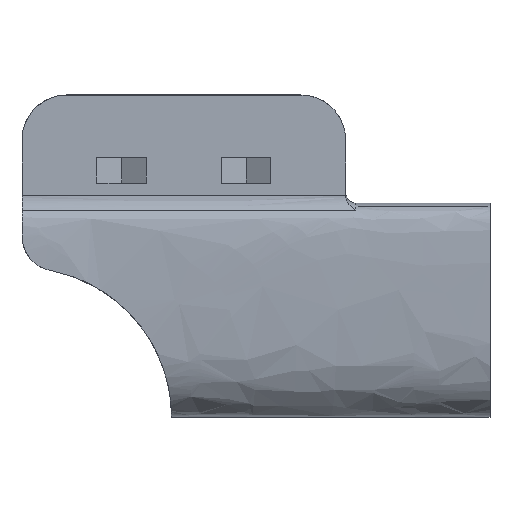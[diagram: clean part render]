
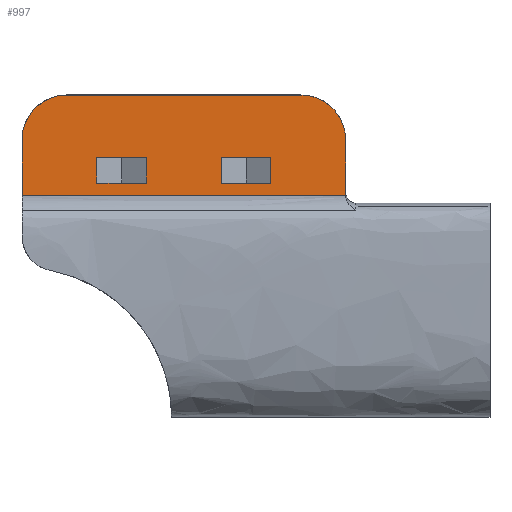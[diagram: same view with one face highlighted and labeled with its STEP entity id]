
A CAD part, front view. The second image highlights one B-rep face of the part: STEP entity #997.
In plain terms, the highlighted planar face has unit normal (0, -1, 0.001).
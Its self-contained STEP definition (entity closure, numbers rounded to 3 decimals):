
#24=FACE_BOUND('',#359,.T.);
#25=FACE_BOUND('',#360,.T.);
#79=CIRCLE('',#1067,9.);
#80=CIRCLE('',#1069,9.);
#98=LINE('',#2028,#174);
#112=LINE('',#2466,#188);
#116=LINE('',#2474,#192);
#124=LINE('',#2492,#200);
#126=LINE('',#2495,#202);
#127=LINE('',#2501,#203);
#131=LINE('',#2509,#207);
#139=LINE('',#2527,#215);
#141=LINE('',#2530,#217);
#146=LINE('',#2552,#222);
#155=LINE('',#2643,#231);
#174=VECTOR('',#1116,10.);
#188=VECTOR('',#1140,10.);
#192=VECTOR('',#1146,10.);
#200=VECTOR('',#1162,10.);
#202=VECTOR('',#1166,10.);
#203=VECTOR('',#1171,10.);
#207=VECTOR('',#1177,10.);
#215=VECTOR('',#1193,10.);
#217=VECTOR('',#1197,10.);
#222=VECTOR('',#1218,10.);
#231=VECTOR('',#1251,10.);
#253=PLANE('',#1068);
#301=FACE_OUTER_BOUND('',#358,.T.);
#358=EDGE_LOOP('',(#884,#885,#886,#887,#888,#889));
#359=EDGE_LOOP('',(#890,#891,#892,#893));
#360=EDGE_LOOP('',(#894,#895,#896,#897));
#375=B_SPLINE_CURVE_WITH_KNOTS('',3,(#1346,#1347,#1348,#1349),
 .UNSPECIFIED.,.F.,.F.,(4,4),(-6.5,0.),.UNSPECIFIED.);
#417=VERTEX_POINT('',#1340);
#418=VERTEX_POINT('',#1345);
#448=VERTEX_POINT('',#2027);
#467=VERTEX_POINT('',#2464);
#468=VERTEX_POINT('',#2465);
#471=VERTEX_POINT('',#2473);
#477=VERTEX_POINT('',#2491);
#479=VERTEX_POINT('',#2499);
#480=VERTEX_POINT('',#2500);
#483=VERTEX_POINT('',#2508);
#489=VERTEX_POINT('',#2526);
#497=VERTEX_POINT('',#2549);
#498=VERTEX_POINT('',#2551);
#504=VERTEX_POINT('',#2639);
#516=EDGE_CURVE('',#417,#418,#375,.T.);
#560=EDGE_CURVE('',#448,#418,#98,.T.);
#590=EDGE_CURVE('',#467,#468,#112,.T.);
#594=EDGE_CURVE('',#468,#471,#116,.T.);
#603=EDGE_CURVE('',#471,#477,#124,.T.);
#605=EDGE_CURVE('',#477,#467,#126,.T.);
#607=EDGE_CURVE('',#479,#480,#127,.T.);
#611=EDGE_CURVE('',#480,#483,#131,.T.);
#620=EDGE_CURVE('',#483,#489,#139,.T.);
#622=EDGE_CURVE('',#489,#479,#141,.T.);
#632=EDGE_CURVE('',#497,#498,#146,.T.);
#645=EDGE_CURVE('',#498,#504,#79,.T.);
#647=EDGE_CURVE('',#504,#417,#155,.T.);
#648=EDGE_CURVE('',#448,#497,#80,.T.);
#884=ORIENTED_EDGE('',*,*,#516,.F.);
#885=ORIENTED_EDGE('',*,*,#647,.F.);
#886=ORIENTED_EDGE('',*,*,#645,.F.);
#887=ORIENTED_EDGE('',*,*,#632,.F.);
#888=ORIENTED_EDGE('',*,*,#648,.F.);
#889=ORIENTED_EDGE('',*,*,#560,.T.);
#890=ORIENTED_EDGE('',*,*,#603,.T.);
#891=ORIENTED_EDGE('',*,*,#605,.T.);
#892=ORIENTED_EDGE('',*,*,#590,.T.);
#893=ORIENTED_EDGE('',*,*,#594,.T.);
#894=ORIENTED_EDGE('',*,*,#620,.T.);
#895=ORIENTED_EDGE('',*,*,#622,.T.);
#896=ORIENTED_EDGE('',*,*,#607,.T.);
#897=ORIENTED_EDGE('',*,*,#611,.T.);
#997=ADVANCED_FACE('',(#301,#24,#25),#253,.T.);
#1067=AXIS2_PLACEMENT_3D('',#2640,#1246,#1247);
#1068=AXIS2_PLACEMENT_3D('',#2642,#1249,#1250);
#1069=AXIS2_PLACEMENT_3D('',#2644,#1252,#1253);
#1116=DIRECTION('',(0.,-0.001,-1.));
#1140=DIRECTION('',(0.,0.001,1.));
#1146=DIRECTION('',(1.,0.,0.));
#1162=DIRECTION('',(0.,-0.001,-1.));
#1166=DIRECTION('',(-1.,0.,0.));
#1171=DIRECTION('',(0.,0.001,1.));
#1177=DIRECTION('',(1.,0.,0.));
#1193=DIRECTION('',(0.,-0.001,-1.));
#1197=DIRECTION('',(-1.,0.,0.));
#1218=DIRECTION('',(1.,0.,0.));
#1246=DIRECTION('center_axis',(0.,1.,-0.001));
#1247=DIRECTION('ref_axis',(-0.707,0.,0.707));
#1249=DIRECTION('center_axis',(0.,-1.,0.001));
#1250=DIRECTION('ref_axis',(0.,-0.001,-1.));
#1251=DIRECTION('',(0.,-0.001,-1.));
#1252=DIRECTION('center_axis',(0.,1.,-0.001));
#1253=DIRECTION('ref_axis',(-0.707,0.,-0.707));
#1340=CARTESIAN_POINT('',(65.,-10.573,44.542));
#1345=CARTESIAN_POINT('',(0.,-10.573,44.542));
#1346=CARTESIAN_POINT('Ctrl Pts',(65.,-10.573,44.542));
#1347=CARTESIAN_POINT('Ctrl Pts',(43.333,-10.573,44.542));
#1348=CARTESIAN_POINT('Ctrl Pts',(21.667,-10.573,44.542));
#1349=CARTESIAN_POINT('Ctrl Pts',(0.,-10.573,
44.542));
#2027=CARTESIAN_POINT('',(0.,-10.566,55.675));
#2028=CARTESIAN_POINT('',(0.,-10.56,64.675));
#2464=CARTESIAN_POINT('',(15.05,-10.571,46.957));
#2465=CARTESIAN_POINT('',(15.05,-10.568,52.157));
#2466=CARTESIAN_POINT('',(15.05,-10.564,58.411));
#2473=CARTESIAN_POINT('',(24.95,-10.568,52.157));
#2474=CARTESIAN_POINT('',(10.,-10.568,52.157));
#2491=CARTESIAN_POINT('',(24.95,-10.571,46.957));
#2492=CARTESIAN_POINT('',(24.95,-10.564,58.428));
#2495=CARTESIAN_POINT('',(10.,-10.571,46.957));
#2499=CARTESIAN_POINT('',(40.051,-10.571,46.957));
#2500=CARTESIAN_POINT('',(40.051,-10.568,52.157));
#2501=CARTESIAN_POINT('',(40.051,-10.564,58.411));
#2508=CARTESIAN_POINT('',(49.951,-10.568,52.157));
#2509=CARTESIAN_POINT('',(22.5,-10.568,52.157));
#2526=CARTESIAN_POINT('',(49.951,-10.571,46.957));
#2527=CARTESIAN_POINT('',(49.951,-10.564,58.428));
#2530=CARTESIAN_POINT('',(22.5,-10.571,46.957));
#2549=CARTESIAN_POINT('',(9.,-10.56,64.675));
#2551=CARTESIAN_POINT('',(56.,-10.56,64.675));
#2552=CARTESIAN_POINT('',(0.,-10.56,64.675));
#2639=CARTESIAN_POINT('',(65.,-10.566,55.675));
#2640=CARTESIAN_POINT('Origin',(56.,-10.566,55.675));
#2642=CARTESIAN_POINT('Origin',(0.,-10.56,64.675));
#2643=CARTESIAN_POINT('',(65.,-10.56,64.675));
#2644=CARTESIAN_POINT('Origin',(9.,-10.566,55.675));
